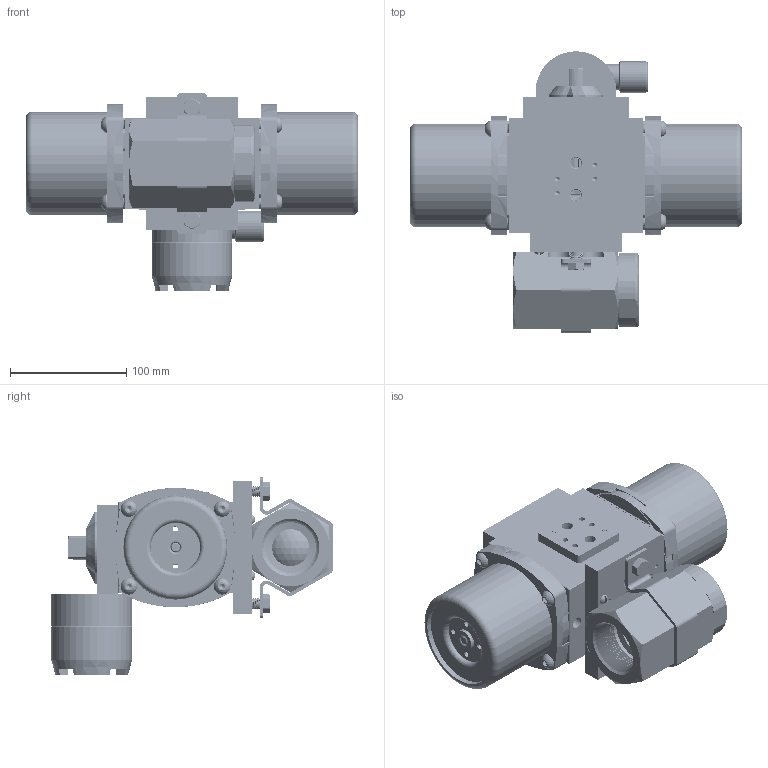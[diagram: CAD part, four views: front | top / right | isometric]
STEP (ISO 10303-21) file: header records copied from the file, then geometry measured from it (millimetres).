
FILE_DESCRIPTION (( 'STEP AP203' ), '1' );
FILE_NAME ('82XXA522SRLS.step', '2018-06-04T11:54:53', ( '' ), ( '' ), 'SwSTEP 2.0', 'SolidWorks 2017', '' );
FILE_SCHEMA (( 'CONFIG_CONTROL_DESIGN' ));
Products named in the file (1): 82XXA522SRLS
Bounding box: 285.09 x 241.75 x 169.44 mm (x, y, z)
Volume: 1504495.2 mm3; surface area: 568559.2 mm2
Topology: 56 solids, 56 shells, 4603 faces, 11721 edges, 7276 vertices
Faces by surface type: cylinder 1821, cone 1663, plane 855, torus 167, bspline 75, sphere 22
Entity records: 161669 total; most frequent: CARTESIAN_POINT 48375, DIRECTION 25452, ORIENTED_EDGE 23194, EDGE_CURVE 11597, AXIS2_PLACEMENT_3D 10258, VERTEX_POINT 7274, CIRCLE 5729, EDGE_LOOP 4987
